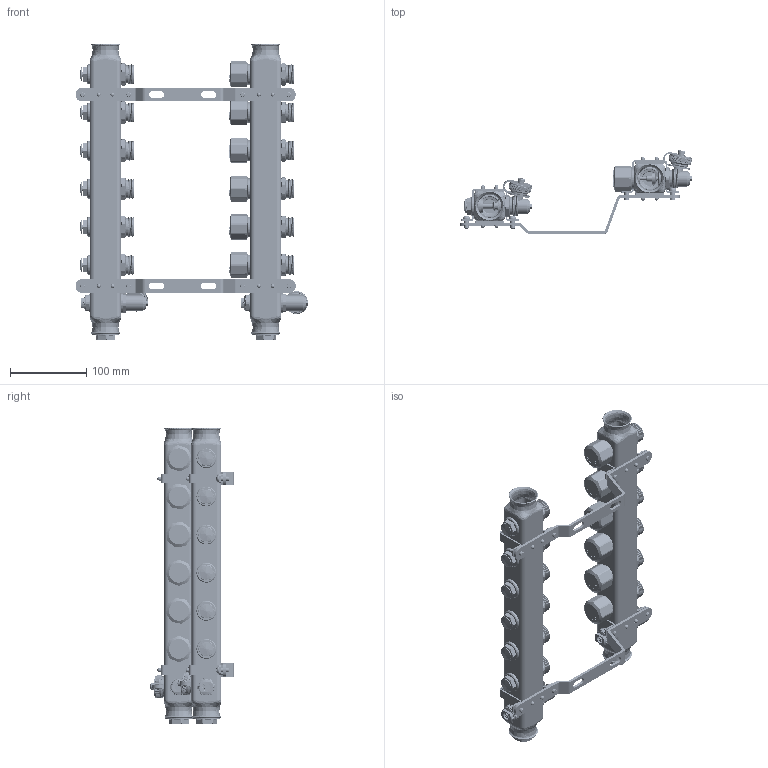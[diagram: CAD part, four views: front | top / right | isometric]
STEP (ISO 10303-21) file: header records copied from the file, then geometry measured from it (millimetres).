
FILE_DESCRIPTION (( 'STEP AP214' ), '1' );
FILE_NAME ('SSM-6R.STEP', '2023-11-11T16:56:03', ( '' ), ( '' ), 'SwSTEP 2.0', 'SolidWorks 2018', '' );
FILE_SCHEMA (( 'AUTOMOTIVE_DESIGN' ));
Length unit declared in the file: millimetre
Products named in the file (46): 縐遠; 粟銅概郋蚾饜极; 齬ァ概呿蹋芛; O____7x1.5.STEP; 砎蝶菁啣; 粟銅杶; O____10x2.5.STEP; 蚾饜极す砎々; 齬ァ概肣璃; 326.200.00__________24.2x2.STEP; 齬ァ概; 3100-15-03____.STEP; 黑簽; 概郋郪蚾7; 18X2.5; 媼芛簽; 祥凄詩裝赽; 7h; ѹñ; 354.002.00__________.STEP; SSM-6R; 003裔赽; す鞠褒郪蚾; W3100-15邿阨概.STEP; 3100-15-04______.STEP; 3100-15-02____.STEP; 肣菁啣; 003郪蚾; 盓殤砎々18潔擒; 7.6x1.9; 齬ァ概羲壽; O____13x1.5.STEP; 滑菸盓殤縐遠; O____16x1.9.STEP; J002-FL; W3100-15邿阨概; 霜講數7; O____22x2.STEP; 囀鞠褒諉芛; 3100-15-01____.STEP ...
Assembly tree (79 placements, depth 5):
  SSM-6R
    概郋郪蚾7
      懦伎鬥忒謫  x6
      囀鞠褒諉芛  x6
      粟銅概郋蚾饜极  x6
        媼芛簽
        ѹñ
        祥凄詩裝赽
        粟銅杶
        肣菁啣
        砎蝶菁啣
        7.6x1.9
        18X2.5
      7h
      黑簽
      W3100-15邿阨概
        W3100-15邿阨概.STEP
          3100-15-01____.STEP
          3100-15-02____.STEP
          3100-15-03____.STEP
          3100-15-04______.STEP
          O____10x2.5.STEP
          O____13x1.5.STEP
          O____7x1.5.STEP
          O____22x2.STEP
          3100-15-05____.STEP
          326.200.00__________24.2x2.STEP
          O____16x1.9.STEP  x2
          354.002.00__________.STEP
      齬ァ概
        齬ァ概肣璃
        齬ァ概呿蹋芛
        齬ァ概羲壽
        18X2
    霜講數7
      7h
      黑簽
      W3100-15邿阨概
        W3100-15邿阨概.STEP
          3100-15-01____.STEP
          3100-15-02____.STEP
          3100-15-03____.STEP
          3100-15-04______.STEP
          O____10x2.5.STEP
          O____13x1.5.STEP
          O____7x1.5.STEP
          O____22x2.STEP
          3100-15-05____.STEP
          326.200.00__________24.2x2.STEP
          O____16x1.9.STEP  x2
          354.002.00__________.STEP
      齬ァ概
        齬ァ概肣璃
        齬ァ概呿蹋芛
        齬ァ概羲壽
        18X2
      す鞠褒郪蚾  x6
        003郪蚾
          002
          J002-FL
Bounding box: 305.17 x 109.62 x 388.6 mm (x, y, z)
Volume: 522022.2 mm3; surface area: 527984.7 mm2
Topology: 150 solids, 150 shells, 6736 faces, 16590 edges, 10472 vertices
Faces by surface type: cylinder 2632, plane 1974, cone 1236, torus 640, bspline 254
Entity records: 92295 total; most frequent: CARTESIAN_POINT 49202, ORIENTED_EDGE 8812, DIRECTION 8642, EDGE_CURVE 4406, AXIS2_PLACEMENT_3D 3542, VERTEX_POINT 2800, EDGE_LOOP 1944, CIRCLE 1768
